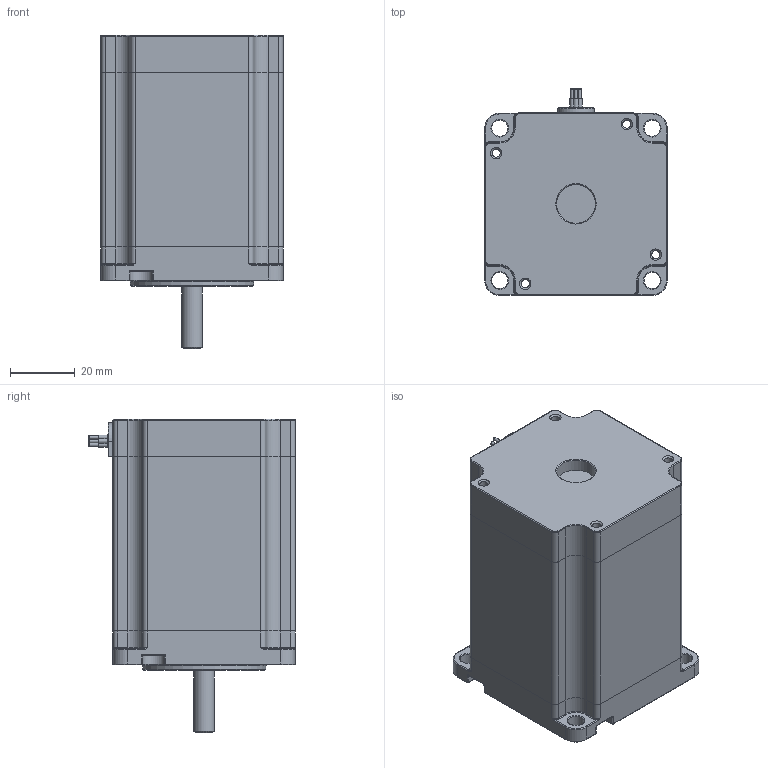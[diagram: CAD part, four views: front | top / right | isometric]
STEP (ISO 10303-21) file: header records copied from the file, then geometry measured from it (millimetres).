
FILE_DESCRIPTION(/* description */ (''),/* implementation_level */ '2;1');
FILE_NAME(/* name */ 'nema23.step',/* time_stamp */ '2024-03-04T18:34:42Z',/* author */ (''),/* organization */ (''),/* preprocessor_version */ 'ST-DEVELOPER v20',/* originating_system */ 'Autodesk Translation Framework v12.20.1.177',/* authorisation */ '');
FILE_SCHEMA (('AUTOMOTIVE_DESIGN { 1 0 10303 214 3 1 1 }'));
Length unit declared in the file: millimetre
Products named in the file (1): NEMA Stepper_57BYGH627(Mirror)
Bounding box: 56.4 x 63.9 x 97 mm (x, y, z)
Volume: 218021.7 mm3; surface area: 37922.5 mm2
Topology: 5 solids, 5 shells, 304 faces, 732 edges, 432 vertices
Faces by surface type: cylinder 137, plane 77, torus 60, cone 16, bspline 8, sphere 6
Full cylindrical faces by diameter (mm): 1 x4, 1.5 x4, 2.5 x4, 3 x8, 5 x4, 6.35 x1, 12 x2, 38.1 x1
Entity records: 9539 total; most frequent: CARTESIAN_POINT 1919, DIRECTION 1672, ORIENTED_EDGE 1436, EDGE_CURVE 718, AXIS2_PLACEMENT_3D 677, VERTEX_POINT 432, CIRCLE 376, EDGE_LOOP 344
